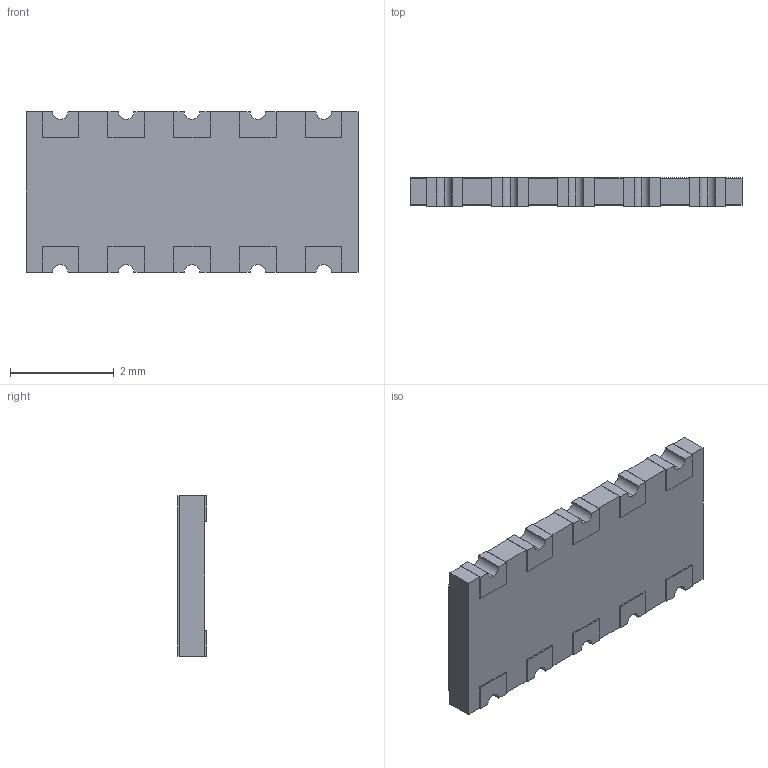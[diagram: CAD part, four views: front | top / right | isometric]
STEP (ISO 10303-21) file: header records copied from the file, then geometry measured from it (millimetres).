
FILE_DESCRIPTION (( 'STEP AP214' ), '1' );
FILE_NAME ('55AA0513-AB8A-4BEE-8560-2F35A12CAB2B.STEP', '2023-05-01T17:04:13', ( '' ), ( '' ), 'SwSTEP 2.0', 'SolidWorks 2022', '' );
FILE_SCHEMA (( 'AUTOMOTIVE_DESIGN' ));
Length unit declared in the file: millimetre
Products named in the file (1): 55AA0513-AB8A-4BEE-8560-2F35A12CAB2B
Bounding box: 6.4 x 0.55 x 3.1 mm (x, y, z)
Volume: 10.3 mm3; surface area: 99.9 mm2
Topology: 12 solids, 12 shells, 137 faces, 339 edges, 226 vertices
Faces by surface type: plane 122, cylinder 15
Entity records: 5313 total; most frequent: CARTESIAN_POINT 703, ORIENTED_EDGE 678, DIRECTION 645, EDGE_CURVE 339, LINE 309, VECTOR 309, VERTEX_POINT 226, AXIS2_PLACEMENT_3D 168
